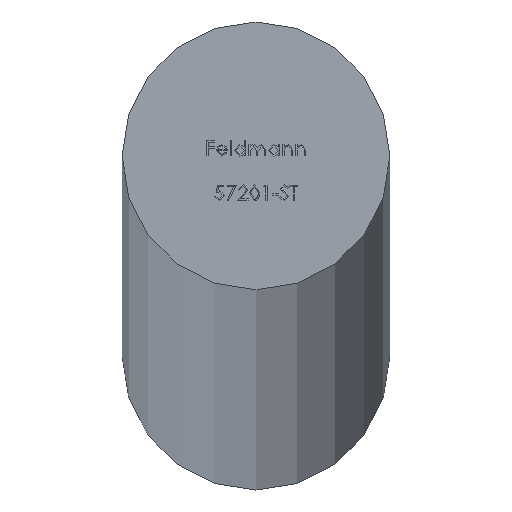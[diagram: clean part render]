
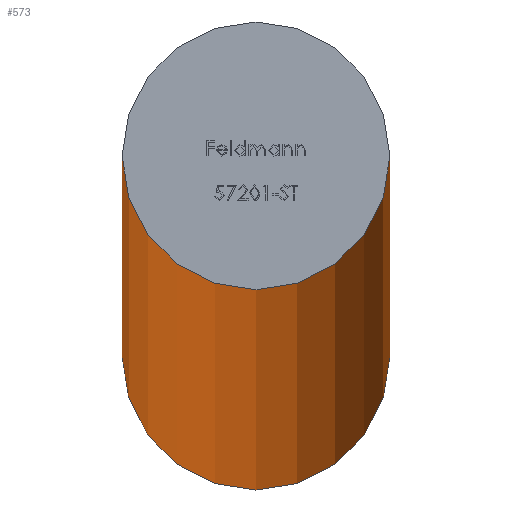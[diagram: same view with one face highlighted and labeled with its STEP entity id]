
A CAD part, top view. The second image highlights one B-rep face of the part: STEP entity #573.
In plain terms, the highlighted cylindrical face has radius 7 mm (diameter 14 mm), a partial arc.
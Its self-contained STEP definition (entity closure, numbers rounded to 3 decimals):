
#203 = CYLINDRICAL_SURFACE ( 'NONE', #6839, 7. ) ;
#452 = EDGE_CURVE ( 'NONE', #7112, #4479, #4642, .T. ) ;
#573 = ADVANCED_FACE ( 'NONE', ( #1381 ), #203, .T. ) ;
#697 = CARTESIAN_POINT ( 'NONE',  ( 7., 0., -6000. ) ) ;
#730 = EDGE_LOOP ( 'NONE', ( #6353, #8583, #2026, #8667 ) ) ;
#1116 = CIRCLE ( 'NONE', #2239, 7. ) ;
#1381 = FACE_OUTER_BOUND ( 'NONE', #730, .T. ) ;
#1562 = DIRECTION ( 'NONE',  ( 0., 0., 1. ) ) ;
#2026 = ORIENTED_EDGE ( 'NONE', *, *, #6898, .T. ) ;
#2239 = AXIS2_PLACEMENT_3D ( 'NONE', #6591, #4021, #10717 ) ;
#3306 = VECTOR ( 'NONE', #1562, 1000. ) ;
#3426 = DIRECTION ( 'NONE',  ( 0., 0., 1. ) ) ;
#3574 = CARTESIAN_POINT ( 'NONE',  ( -7., 0., -6000. ) ) ;
#3885 = DIRECTION ( 'NONE',  ( 0., 0., 1. ) ) ;
#4021 = DIRECTION ( 'NONE',  ( 0., 0., 1. ) ) ;
#4479 = VERTEX_POINT ( 'NONE', #10452 ) ;
#4642 = LINE ( 'NONE', #10037, #8158 ) ;
#4693 = CARTESIAN_POINT ( 'NONE',  ( 0., 0., -6000. ) ) ;
#4838 = DIRECTION ( 'NONE',  ( 1., 0., 0. ) ) ;
#5145 = DIRECTION ( 'NONE',  ( 0., 0., 1. ) ) ;
#5262 = EDGE_CURVE ( 'NONE', #4479, #7309, #1116, .T. ) ;
#5598 = CARTESIAN_POINT ( 'NONE',  ( 7., 0., 0. ) ) ;
#6097 = DIRECTION ( 'NONE',  ( 1., 0., 0. ) ) ;
#6353 = ORIENTED_EDGE ( 'NONE', *, *, #452, .F. ) ;
#6560 = AXIS2_PLACEMENT_3D ( 'NONE', #4693, #3885, #4838 ) ;
#6591 = CARTESIAN_POINT ( 'NONE',  ( 0., 0., 0. ) ) ;
#6839 = AXIS2_PLACEMENT_3D ( 'NONE', #6918, #5145, #6097 ) ;
#6898 = EDGE_CURVE ( 'NONE', #7347, #7309, #9667, .T. ) ;
#6918 = CARTESIAN_POINT ( 'NONE',  ( 0., 0., -6000. ) ) ;
#7112 = VERTEX_POINT ( 'NONE', #3574 ) ;
#7309 = VERTEX_POINT ( 'NONE', #5598 ) ;
#7347 = VERTEX_POINT ( 'NONE', #10803 ) ;
#8158 = VECTOR ( 'NONE', #3426, 1000. ) ;
#8583 = ORIENTED_EDGE ( 'NONE', *, *, #9202, .T. ) ;
#8667 = ORIENTED_EDGE ( 'NONE', *, *, #5262, .F. ) ;
#9202 = EDGE_CURVE ( 'NONE', #7112, #7347, #10180, .T. ) ;
#9667 = LINE ( 'NONE', #697, #3306 ) ;
#10037 = CARTESIAN_POINT ( 'NONE',  ( -7., 0., -6000. ) ) ;
#10180 = CIRCLE ( 'NONE', #6560, 7. ) ;
#10452 = CARTESIAN_POINT ( 'NONE',  ( -7., 0., 0. ) ) ;
#10717 = DIRECTION ( 'NONE',  ( 1., 0., 0. ) ) ;
#10803 = CARTESIAN_POINT ( 'NONE',  ( 7., 0., -6000. ) ) ;
